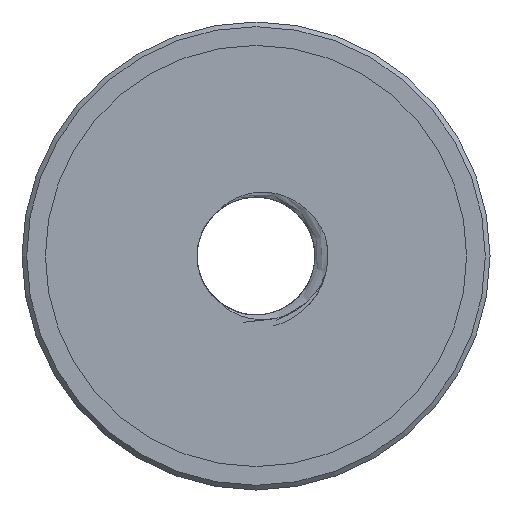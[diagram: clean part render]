
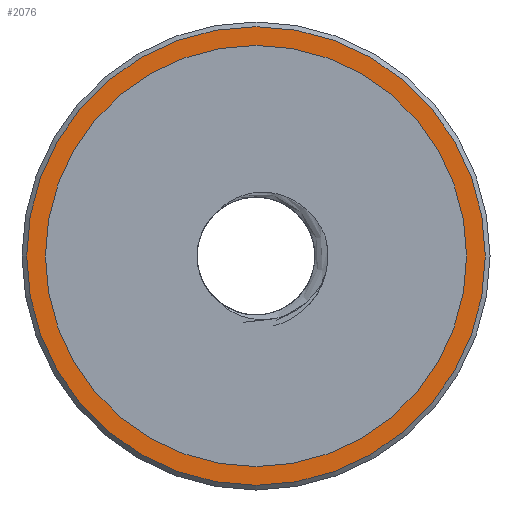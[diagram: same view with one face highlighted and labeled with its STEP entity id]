
A CAD part, front view. The second image highlights one B-rep face of the part: STEP entity #2076.
In plain terms, the highlighted planar face has unit normal (0, -1, 0).
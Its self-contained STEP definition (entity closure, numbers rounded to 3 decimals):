
#25=FACE_BOUND('',#269,.T.);
#36=PLANE('',#2226);
#146=FACE_OUTER_BOUND('',#268,.T.);
#268=EDGE_LOOP('',(#1791));
#269=EDGE_LOOP('',(#1792));
#485=CIRCLE('',#2227,9.8);
#486=CIRCLE('',#2228,7.42);
#891=VERTEX_POINT('',#8468);
#892=VERTEX_POINT('',#8470);
#1194=EDGE_CURVE('',#891,#891,#485,.F.);
#1195=EDGE_CURVE('',#892,#892,#486,.T.);
#1791=ORIENTED_EDGE('',*,*,#1194,.T.);
#1792=ORIENTED_EDGE('',*,*,#1195,.F.);
#2076=ADVANCED_FACE('',(#146,#25),#36,.F.);
#2226=AXIS2_PLACEMENT_3D('',#8467,#2590,#2591);
#2227=AXIS2_PLACEMENT_3D('',#8469,#2592,#2593);
#2228=AXIS2_PLACEMENT_3D('',#8471,#2594,#2595);
#2590=DIRECTION('center_axis',(0.,1.,0.));
#2591=DIRECTION('ref_axis',(0.,0.,1.));
#2592=DIRECTION('center_axis',(0.,1.,0.));
#2593=DIRECTION('ref_axis',(0.,0.,1.));
#2594=DIRECTION('center_axis',(0.,-1.,0.));
#2595=DIRECTION('ref_axis',(0.,0.,-1.));
#8467=CARTESIAN_POINT('Origin',(11.,-29.5,0.));
#8468=CARTESIAN_POINT('',(0.,-29.5,-9.8));
#8469=CARTESIAN_POINT('Origin',(0.,-29.5,0.));
#8470=CARTESIAN_POINT('',(0.,-29.5,7.42));
#8471=CARTESIAN_POINT('Origin',(0.,-29.5,0.));
